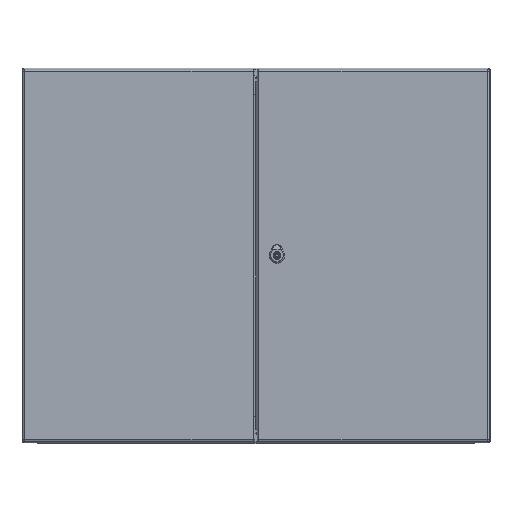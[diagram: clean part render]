
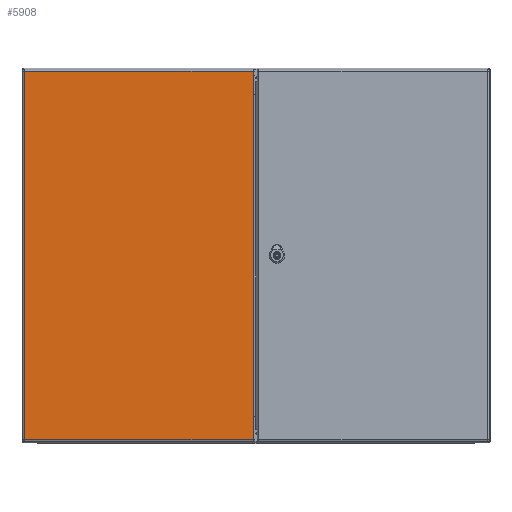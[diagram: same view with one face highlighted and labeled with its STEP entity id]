
A CAD part, top view. The second image highlights one B-rep face of the part: STEP entity #5908.
In plain terms, the highlighted face is planar.
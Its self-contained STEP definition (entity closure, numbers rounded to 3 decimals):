
#5908=ADVANCED_FACE('',(#7292),#6529,.F.);
#6529=PLANE('',#23402);
#7292=FACE_OUTER_BOUND('',#8645,.T.);
#8645=EDGE_LOOP('',(#12875,#12876,#12877,#12878));
#12875=ORIENTED_EDGE('',*,*,#18443,.T.);
#12876=ORIENTED_EDGE('',*,*,#18444,.T.);
#12877=ORIENTED_EDGE('',*,*,#18445,.T.);
#12878=ORIENTED_EDGE('',*,*,#18446,.T.);
#15992=VERTEX_POINT('',#39107);
#15993=VERTEX_POINT('',#39108);
#15994=VERTEX_POINT('',#39110);
#15995=VERTEX_POINT('',#39112);
#18443=EDGE_CURVE('',#15992,#15993,#20071,.T.);
#18444=EDGE_CURVE('',#15993,#15994,#20072,.T.);
#18445=EDGE_CURVE('',#15994,#15995,#20073,.T.);
#18446=EDGE_CURVE('',#15995,#15992,#20074,.T.);
#20071=LINE('',#39106,#21379);
#20072=LINE('',#39109,#21380);
#20073=LINE('',#39111,#21381);
#20074=LINE('',#39113,#21382);
#21379=VECTOR('',#27881,1.);
#21380=VECTOR('',#27882,1.);
#21381=VECTOR('',#27883,1.);
#21382=VECTOR('',#27884,1.);
#23402=AXIS2_PLACEMENT_3D('',#39114,#27885,#27886);
#27881=DIRECTION('',(-1.,0.,0.));
#27882=DIRECTION('',(0.,1.,0.));
#27883=DIRECTION('',(1.,0.,0.));
#27884=DIRECTION('',(0.,-1.,0.));
#27885=DIRECTION('',(0.,0.,1.));
#27886=DIRECTION('',(1.,0.,0.));
#39106=CARTESIAN_POINT('',(0.,-394.,0.));
#39107=CARTESIAN_POINT('',(244.5,-394.,0.));
#39108=CARTESIAN_POINT('',(-244.5,-394.,0.));
#39109=CARTESIAN_POINT('',(-244.5,0.,0.));
#39110=CARTESIAN_POINT('',(-244.5,394.,0.));
#39111=CARTESIAN_POINT('',(0.,394.,0.));
#39112=CARTESIAN_POINT('',(244.5,394.,0.));
#39113=CARTESIAN_POINT('',(244.5,0.,0.));
#39114=CARTESIAN_POINT('',(0.,0.,0.));
